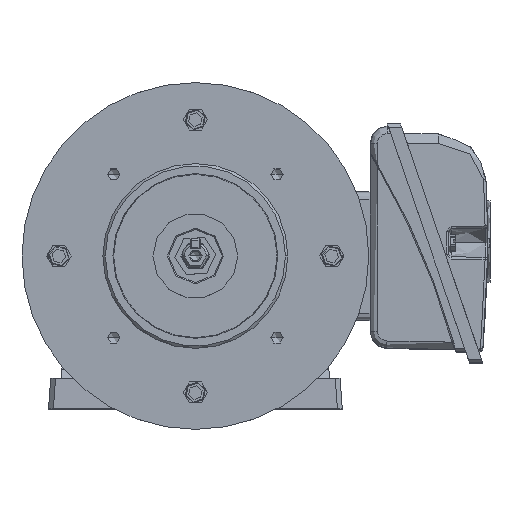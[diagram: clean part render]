
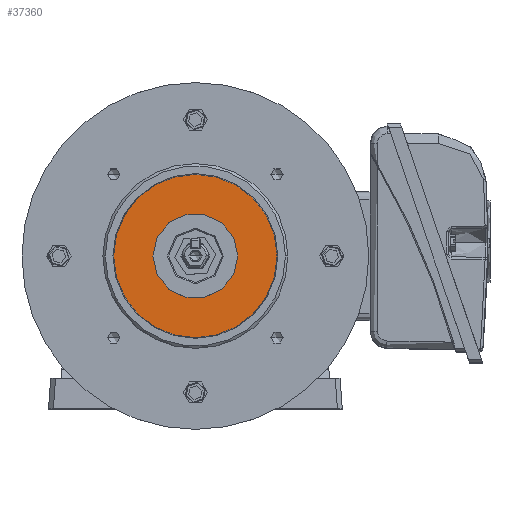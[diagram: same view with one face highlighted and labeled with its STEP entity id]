
A CAD part, top view. The second image highlights one B-rep face of the part: STEP entity #37360.
In plain terms, the highlighted face is planar.
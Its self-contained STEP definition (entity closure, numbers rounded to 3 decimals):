
#197 = AXIS2_PLACEMENT_3D ( 'NONE', #40615, #27195, #31682 ) ;
#1279 = DIRECTION ( 'NONE',  ( 0., 0., 1. ) ) ;
#2300 = CIRCLE ( 'NONE', #13447, 17.5 ) ;
#3053 = EDGE_LOOP ( 'NONE', ( #50910, #12708 ) ) ;
#6065 = CARTESIAN_POINT ( 'NONE',  ( -17.5, 0., -3.501 ) ) ;
#6070 = CARTESIAN_POINT ( 'NONE',  ( 0., 0., -3.501 ) ) ;
#8929 = DIRECTION ( 'NONE',  ( 0., 0., 1. ) ) ;
#10987 = FACE_BOUND ( 'NONE', #51601, .T. ) ;
#12708 = ORIENTED_EDGE ( 'NONE', *, *, #52053, .F. ) ;
#13447 = AXIS2_PLACEMENT_3D ( 'NONE', #32560, #54472, #32777 ) ;
#14178 = DIRECTION ( 'NONE',  ( 1., 0., 0. ) ) ;
#17659 = DIRECTION ( 'NONE',  ( 1., 0., 0. ) ) ;
#18692 = AXIS2_PLACEMENT_3D ( 'NONE', #6070, #19160, #28225 ) ;
#19160 = DIRECTION ( 'NONE',  ( 0., 0., 1. ) ) ;
#19974 = VERTEX_POINT ( 'NONE', #46535 ) ;
#21663 = CARTESIAN_POINT ( 'NONE',  ( -33.686, 0., -3.501 ) ) ;
#22627 = PLANE ( 'NONE',  #197 ) ;
#23069 = CARTESIAN_POINT ( 'NONE',  ( 0., 0., -3.501 ) ) ;
#23265 = VERTEX_POINT ( 'NONE', #28783 ) ;
#24727 = EDGE_CURVE ( 'NONE', #23265, #37992, #41957, .T. ) ;
#27195 = DIRECTION ( 'NONE',  ( 0., 0., 1. ) ) ;
#27259 = FACE_OUTER_BOUND ( 'NONE', #3053, .T. ) ;
#27880 = ORIENTED_EDGE ( 'NONE', *, *, #24727, .T. ) ;
#28194 = AXIS2_PLACEMENT_3D ( 'NONE', #58531, #8929, #17659 ) ;
#28225 = DIRECTION ( 'NONE',  ( 1., 0., 0. ) ) ;
#28783 = CARTESIAN_POINT ( 'NONE',  ( 17.5, 0., -3.501 ) ) ;
#30284 = CIRCLE ( 'NONE', #28194, 33.686 ) ;
#31682 = DIRECTION ( 'NONE',  ( 1., 0., 0. ) ) ;
#32560 = CARTESIAN_POINT ( 'NONE',  ( 0., 0., -3.501 ) ) ;
#32777 = DIRECTION ( 'NONE',  ( 1., 0., 0. ) ) ;
#34776 = ORIENTED_EDGE ( 'NONE', *, *, #54697, .T. ) ;
#37360 = ADVANCED_FACE ( 'NONE', ( #27259, #10987 ), #22627, .F. ) ;
#37992 = VERTEX_POINT ( 'NONE', #6065 ) ;
#39129 = AXIS2_PLACEMENT_3D ( 'NONE', #23069, #1279, #14178 ) ;
#40615 = CARTESIAN_POINT ( 'NONE',  ( 0., 17.5, -3.501 ) ) ;
#41957 = CIRCLE ( 'NONE', #39129, 17.5 ) ;
#44925 = EDGE_CURVE ( 'NONE', #50820, #19974, #30284, .T. ) ;
#44945 = CIRCLE ( 'NONE', #18692, 33.686 ) ;
#46535 = CARTESIAN_POINT ( 'NONE',  ( 33.686, 0., -3.501 ) ) ;
#50820 = VERTEX_POINT ( 'NONE', #21663 ) ;
#50910 = ORIENTED_EDGE ( 'NONE', *, *, #44925, .F. ) ;
#51601 = EDGE_LOOP ( 'NONE', ( #27880, #34776 ) ) ;
#52053 = EDGE_CURVE ( 'NONE', #19974, #50820, #44945, .T. ) ;
#54472 = DIRECTION ( 'NONE',  ( 0., 0., 1. ) ) ;
#54697 = EDGE_CURVE ( 'NONE', #37992, #23265, #2300, .T. ) ;
#58531 = CARTESIAN_POINT ( 'NONE',  ( 0., 0., -3.501 ) ) ;
